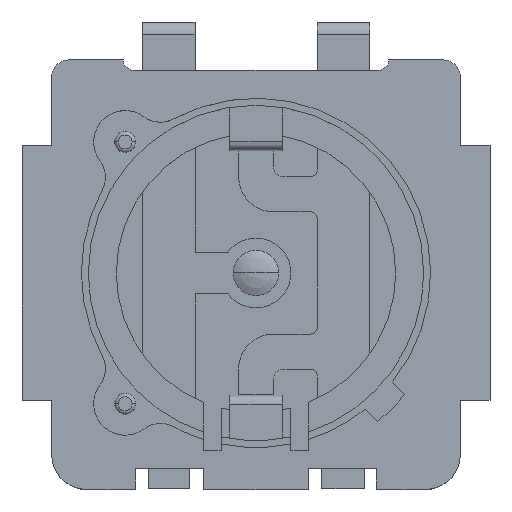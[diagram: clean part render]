
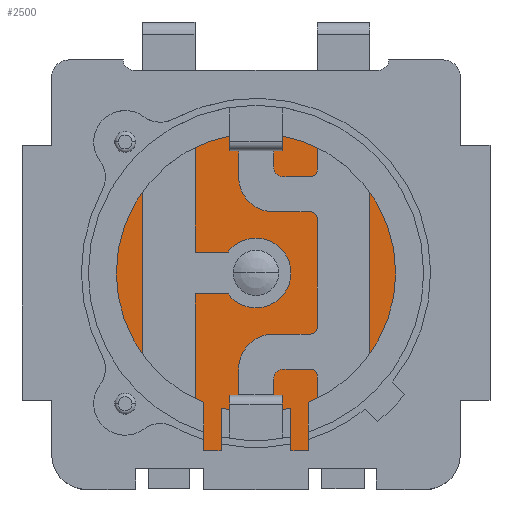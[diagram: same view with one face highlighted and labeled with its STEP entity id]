
A CAD part, top view. The second image highlights one B-rep face of the part: STEP entity #2500.
In plain terms, the highlighted planar face has unit normal (0, 0, 1).
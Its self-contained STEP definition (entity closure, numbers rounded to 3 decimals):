
#426 = VERTEX_POINT('',#427);
#427 = CARTESIAN_POINT('',(-5.543,1.155,
    -0.559));
#445 = VERTEX_POINT('',#446);
#446 = CARTESIAN_POINT('',(2.457,1.155,-0.559
    ));
#452 = EDGE_CURVE('',#445,#426,#453,.T.);
#453 = CIRCLE('',#454,4.);
#454 = AXIS2_PLACEMENT_3D('',#455,#456,#457);
#455 = CARTESIAN_POINT('',(-1.543,1.155,
    -0.559));
#456 = DIRECTION('',(0.,0.,1.));
#457 = DIRECTION('',(-1.,0.,0.));
#470 = VERTEX_POINT('',#471);
#471 = CARTESIAN_POINT('',(-3.043,-2.553,
    -0.559));
#485 = EDGE_CURVE('',#426,#470,#486,.T.);
#486 = CIRCLE('',#487,4.);
#487 = AXIS2_PLACEMENT_3D('',#488,#489,#490);
#488 = CARTESIAN_POINT('',(-1.543,1.155,
    -0.559));
#489 = DIRECTION('',(0.,0.,1.));
#490 = DIRECTION('',(-1.,0.,0.));
#1981 = VERTEX_POINT('',#1982);
#1982 = CARTESIAN_POINT('',(-0.543,-2.718,
    -0.559));
#1990 = VERTEX_POINT('',#1991);
#1991 = CARTESIAN_POINT('',(-2.543,-2.718,
    -0.559));
#1997 = EDGE_CURVE('',#1990,#1981,#1998,.T.);
#1998 = CIRCLE('',#1999,4.);
#1999 = AXIS2_PLACEMENT_3D('',#2000,#2001,#2002);
#2000 = CARTESIAN_POINT('',(-1.543,1.155,
    -0.559));
#2001 = DIRECTION('',(0.,0.,1.));
#2002 = DIRECTION('',(-1.,0.,0.));
#2481 = VERTEX_POINT('',#2482);
#2482 = CARTESIAN_POINT('',(-0.043,-2.553,
    -0.559));
#2488 = EDGE_CURVE('',#2481,#445,#2489,.T.);
#2489 = CIRCLE('',#2490,4.);
#2490 = AXIS2_PLACEMENT_3D('',#2491,#2492,#2493);
#2491 = CARTESIAN_POINT('',(-1.543,1.155,
    -0.559));
#2492 = DIRECTION('',(0.,0.,1.));
#2493 = DIRECTION('',(-1.,0.,0.));
#2500 = ADVANCED_FACE('',(#2501),#2551,.T.);
#2501 = FACE_BOUND('',#2502,.T.);
#2502 = EDGE_LOOP('',(#2503,#2504,#2505,#2506,#2514,#2522,#2528,#2529,
    #2537,#2545));
#2503 = ORIENTED_EDGE('',*,*,#2488,.T.);
#2504 = ORIENTED_EDGE('',*,*,#452,.T.);
#2505 = ORIENTED_EDGE('',*,*,#485,.T.);
#2506 = ORIENTED_EDGE('',*,*,#2507,.F.);
#2507 = EDGE_CURVE('',#2508,#470,#2510,.T.);
#2508 = VERTEX_POINT('',#2509);
#2509 = CARTESIAN_POINT('',(-3.043,-3.945,
    -0.559));
#2510 = LINE('',#2511,#2512);
#2511 = CARTESIAN_POINT('',(-3.043,-3.945,
    -0.559));
#2512 = VECTOR('',#2513,1.);
#2513 = DIRECTION('',(0.,1.,0.));
#2514 = ORIENTED_EDGE('',*,*,#2515,.F.);
#2515 = EDGE_CURVE('',#2516,#2508,#2518,.T.);
#2516 = VERTEX_POINT('',#2517);
#2517 = CARTESIAN_POINT('',(-2.543,-3.945,
    -0.559));
#2518 = LINE('',#2519,#2520);
#2519 = CARTESIAN_POINT('',(-2.543,-3.945,
    -0.559));
#2520 = VECTOR('',#2521,1.);
#2521 = DIRECTION('',(-1.,0.,0.));
#2522 = ORIENTED_EDGE('',*,*,#2523,.F.);
#2523 = EDGE_CURVE('',#1990,#2516,#2524,.T.);
#2524 = LINE('',#2525,#2526);
#2525 = CARTESIAN_POINT('',(-2.543,-3.945,
    -0.559));
#2526 = VECTOR('',#2527,1.);
#2527 = DIRECTION('',(0.,-1.,0.));
#2528 = ORIENTED_EDGE('',*,*,#1997,.T.);
#2529 = ORIENTED_EDGE('',*,*,#2530,.F.);
#2530 = EDGE_CURVE('',#2531,#1981,#2533,.T.);
#2531 = VERTEX_POINT('',#2532);
#2532 = CARTESIAN_POINT('',(-0.543,-3.945,
    -0.559));
#2533 = LINE('',#2534,#2535);
#2534 = CARTESIAN_POINT('',(-0.543,-3.945,
    -0.559));
#2535 = VECTOR('',#2536,1.);
#2536 = DIRECTION('',(0.,1.,0.));
#2537 = ORIENTED_EDGE('',*,*,#2538,.F.);
#2538 = EDGE_CURVE('',#2539,#2531,#2541,.T.);
#2539 = VERTEX_POINT('',#2540);
#2540 = CARTESIAN_POINT('',(-0.043,-3.945,
    -0.559));
#2541 = LINE('',#2542,#2543);
#2542 = CARTESIAN_POINT('',(-0.043,-3.945,
    -0.559));
#2543 = VECTOR('',#2544,1.);
#2544 = DIRECTION('',(-1.,0.,0.));
#2545 = ORIENTED_EDGE('',*,*,#2546,.F.);
#2546 = EDGE_CURVE('',#2481,#2539,#2547,.T.);
#2547 = LINE('',#2548,#2549);
#2548 = CARTESIAN_POINT('',(-0.043,-3.945,
    -0.559));
#2549 = VECTOR('',#2550,1.);
#2550 = DIRECTION('',(0.,-1.,0.));
#2551 = PLANE('',#2552);
#2552 = AXIS2_PLACEMENT_3D('',#2553,#2554,#2555);
#2553 = CARTESIAN_POINT('',(-1.543,1.155,
    -0.559));
#2554 = DIRECTION('',(0.,0.,1.));
#2555 = DIRECTION('',(-1.,0.,0.));
